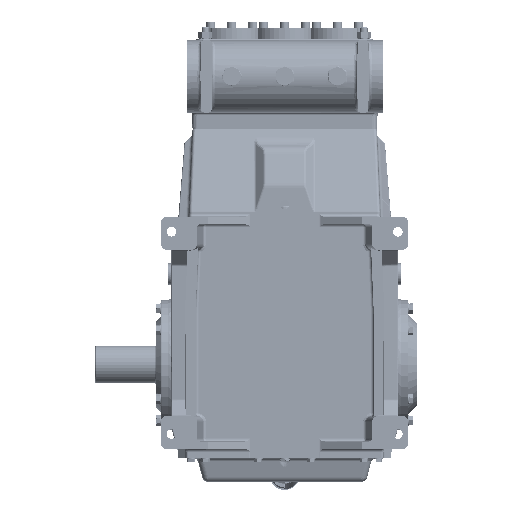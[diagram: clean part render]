
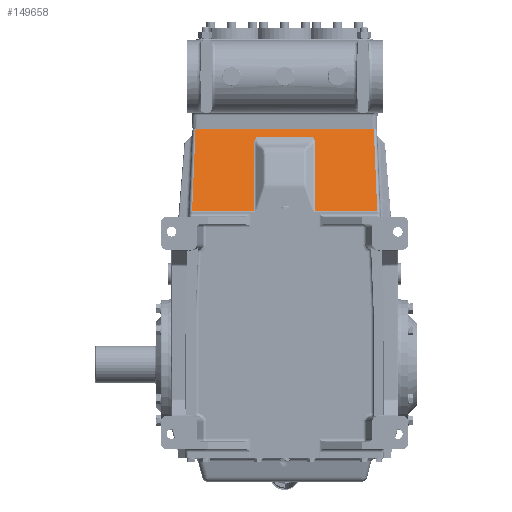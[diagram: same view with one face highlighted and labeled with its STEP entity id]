
A CAD part, front view. The second image highlights one B-rep face of the part: STEP entity #149658.
In plain terms, the highlighted planar face has unit normal (0, -0.94, 0.342).
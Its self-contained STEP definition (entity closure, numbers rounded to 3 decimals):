
#663 = LINE ( 'NONE', #142930, #39030 ) ;
#958 = VERTEX_POINT ( 'NONE', #192492 ) ;
#9708 = EDGE_CURVE ( 'NONE', #103397, #203260, #663, .T. ) ;
#11835 = CARTESIAN_POINT ( 'NONE',  ( 3.995, -5.391, 28.896 ) ) ;
#12660 = CARTESIAN_POINT ( 'NONE',  ( -3.708, -5.121, 29.639 ) ) ;
#17032 = EDGE_LOOP ( 'NONE', ( #94585, #140333, #77653, #50135, #154192, #209396, #81244, #170809, #160420, #134407 ) ) ;
#17898 = DIRECTION ( 'NONE',  ( 1., 0., 0. ) ) ;
#18552 = VECTOR ( 'NONE', #78238, 39.37 ) ;
#19192 = VERTEX_POINT ( 'NONE', #182964 ) ;
#27492 = CARTESIAN_POINT ( 'NONE',  ( -11.629, -4.732, 30.709 ) ) ;
#28170 = CARTESIAN_POINT ( 'NONE',  ( 4.002, -5.453, 28.726 ) ) ;
#28326 = CARTESIAN_POINT ( 'NONE',  ( -3.995, -5.391, 28.896 ) ) ;
#28493 = CARTESIAN_POINT ( 'NONE',  ( 12.992, -8.638, 19.977 ) ) ;
#29008 = CARTESIAN_POINT ( 'NONE',  ( -3.692, -5.113, 29.661 ) ) ;
#31391 = DIRECTION ( 'NONE',  ( 0., 0.94, -0.342 ) ) ;
#32912 = AXIS2_PLACEMENT_3D ( 'NONE', #179183, #31391, #212175 ) ;
#35506 = DIRECTION ( 'NONE',  ( -0.039, -0.342, -0.939 ) ) ;
#36189 = VERTEX_POINT ( 'NONE', #57236 ) ;
#38276 = VECTOR ( 'NONE', #73361, 39.37 ) ;
#39030 = VECTOR ( 'NONE', #35506, 39.37 ) ;
#43925 = CARTESIAN_POINT ( 'NONE',  ( 3.727, -5.131, 29.612 ) ) ;
#44774 = CARTESIAN_POINT ( 'NONE',  ( -3.947, -5.301, 29.145 ) ) ;
#45428 = EDGE_CURVE ( 'NONE', #19192, #57505, #105708, .T. ) ;
#45489 = CARTESIAN_POINT ( 'NONE',  ( -3.682, -5.108, 29.674 ) ) ;
#47996 = B_SPLINE_CURVE_WITH_KNOTS ( 'NONE', 3,
 ( #190373, #191055, #43925, #158743, #60444, #175254, #76880, #191740, #93424, #208237, #109926, #11835, #126506, #28170 ),
 .UNSPECIFIED., .F., .F.,
 ( 4, 2, 2, 2, 2, 2, 4 ),
 ( 0., 0.003, 0.007, 0.01, 0.014, 0.021, 0.028 ),
 .UNSPECIFIED. ) ;
#50135 = ORIENTED_EDGE ( 'NONE', *, *, #141106, .T. ) ;
#54006 = FACE_OUTER_BOUND ( 'NONE', #17032, .T. ) ;
#56437 = VERTEX_POINT ( 'NONE', #126531 ) ;
#57236 = CARTESIAN_POINT ( 'NONE',  ( 4.002, -8.638, 19.977 ) ) ;
#57505 = VERTEX_POINT ( 'NONE', #70738 ) ;
#59238 = CARTESIAN_POINT ( 'NONE',  ( 12.992, -4.732, 30.709 ) ) ;
#60444 = CARTESIAN_POINT ( 'NONE',  ( 3.796, -5.171, 29.502 ) ) ;
#61296 = CARTESIAN_POINT ( 'NONE',  ( -3.89, -5.242, 29.308 ) ) ;
#61988 = CARTESIAN_POINT ( 'NONE',  ( -3.676, -5.105, 29.683 ) ) ;
#63328 = EDGE_CURVE ( 'NONE', #56437, #958, #169242, .T. ) ;
#70738 = CARTESIAN_POINT ( 'NONE',  ( 11.629, -4.732, 30.709 ) ) ;
#73146 = B_SPLINE_CURVE_WITH_KNOTS ( 'NONE', 3,
 ( #110070, #126651, #28326, #143118, #44774, #159604, #61296, #176103, #77713, #192604, #94254, #209069, #110767, #12660, #127345, #29008, #143819, #45489, #160290, #61988 ),
 .UNSPECIFIED., .F., .F.,
 ( 4, 2, 2, 2, 2, 2, 2, 2, 2, 4 ),
 ( 0., 0.007, 0.014, 0.017, 0.021, 0.024, 0.026, 0.027, 0.027, 0.027 ),
 .UNSPECIFIED. ) ;
#73361 = DIRECTION ( 'NONE',  ( 1., 0., 0. ) ) ;
#76880 = CARTESIAN_POINT ( 'NONE',  ( 3.855, -5.213, 29.387 ) ) ;
#77533 = CARTESIAN_POINT ( 'NONE',  ( 11.621, -4.664, 30.895 ) ) ;
#77653 = ORIENTED_EDGE ( 'NONE', *, *, #203167, .T. ) ;
#77713 = CARTESIAN_POINT ( 'NONE',  ( -3.837, -5.199, 29.425 ) ) ;
#78238 = DIRECTION ( 'NONE',  ( -0.039, 0.342, 0.939 ) ) ;
#81244 = ORIENTED_EDGE ( 'NONE', *, *, #160489, .T. ) ;
#92204 = CARTESIAN_POINT ( 'NONE',  ( 4.002, -4.646, 30.945 ) ) ;
#92547 = EDGE_CURVE ( 'NONE', #36189, #19192, #114283, .T. ) ;
#93424 = CARTESIAN_POINT ( 'NONE',  ( 3.905, -5.256, 29.267 ) ) ;
#93945 = VERTEX_POINT ( 'NONE', #212873 ) ;
#94254 = CARTESIAN_POINT ( 'NONE',  ( -3.774, -5.157, 29.539 ) ) ;
#94585 = ORIENTED_EDGE ( 'NONE', *, *, #124672, .F. ) ;
#97775 = LINE ( 'NONE', #92204, #179985 ) ;
#103397 = VERTEX_POINT ( 'NONE', #27492 ) ;
#105693 = CARTESIAN_POINT ( 'NONE',  ( -12.992, -5.105, 29.683 ) ) ;
#105708 = LINE ( 'NONE', #77533, #18552 ) ;
#108136 = VECTOR ( 'NONE', #207013, 39.37 ) ;
#108704 = DIRECTION ( 'NONE',  ( 0., -0.342, -0.94 ) ) ;
#109926 = CARTESIAN_POINT ( 'NONE',  ( 3.967, -5.331, 29.063 ) ) ;
#110070 = CARTESIAN_POINT ( 'NONE',  ( -4.002, -5.453, 28.726 ) ) ;
#110767 = CARTESIAN_POINT ( 'NONE',  ( -3.726, -5.131, 29.612 ) ) ;
#110927 = DIRECTION ( 'NONE',  ( 1., 0., 0. ) ) ;
#113229 = LINE ( 'NONE', #59238, #108136 ) ;
#114283 = LINE ( 'NONE', #28493, #196477 ) ;
#118342 = LINE ( 'NONE', #197868, #200473 ) ;
#122487 = CARTESIAN_POINT ( 'NONE',  ( 4.002, -5.453, 28.726 ) ) ;
#124672 = EDGE_CURVE ( 'NONE', #103397, #57505, #113229, .T. ) ;
#126506 = CARTESIAN_POINT ( 'NONE',  ( 4.002, -5.422, 28.812 ) ) ;
#126531 = CARTESIAN_POINT ( 'NONE',  ( -3.676, -5.105, 29.683 ) ) ;
#126651 = CARTESIAN_POINT ( 'NONE',  ( -4.002, -5.422, 28.812 ) ) ;
#126885 = EDGE_CURVE ( 'NONE', #135503, #56437, #73146, .T. ) ;
#127345 = CARTESIAN_POINT ( 'NONE',  ( -3.701, -5.118, 29.648 ) ) ;
#134407 = ORIENTED_EDGE ( 'NONE', *, *, #45428, .T. ) ;
#135503 = VERTEX_POINT ( 'NONE', #201472 ) ;
#140333 = ORIENTED_EDGE ( 'NONE', *, *, #9708, .T. ) ;
#140966 = EDGE_CURVE ( 'NONE', #177010, #36189, #97775, .T. ) ;
#141106 = EDGE_CURVE ( 'NONE', #93945, #135503, #208189, .T. ) ;
#142930 = CARTESIAN_POINT ( 'NONE',  ( -11.582, -4.32, 31.84 ) ) ;
#143118 = CARTESIAN_POINT ( 'NONE',  ( -3.967, -5.331, 29.063 ) ) ;
#143819 = CARTESIAN_POINT ( 'NONE',  ( -3.689, -5.111, 29.665 ) ) ;
#149658 = ADVANCED_FACE ( 'NONE', ( #54006 ), #195714, .F. ) ;
#154192 = ORIENTED_EDGE ( 'NONE', *, *, #126885, .T. ) ;
#158743 = CARTESIAN_POINT ( 'NONE',  ( 3.774, -5.157, 29.539 ) ) ;
#159604 = CARTESIAN_POINT ( 'NONE',  ( -3.905, -5.256, 29.267 ) ) ;
#159829 = CARTESIAN_POINT ( 'NONE',  ( -12.072, -8.638, 19.977 ) ) ;
#160290 = CARTESIAN_POINT ( 'NONE',  ( -3.679, -5.107, 29.679 ) ) ;
#160420 = ORIENTED_EDGE ( 'NONE', *, *, #92547, .T. ) ;
#160489 = EDGE_CURVE ( 'NONE', #958, #177010, #47996, .T. ) ;
#161733 = CARTESIAN_POINT ( 'NONE',  ( -4.002, -4.646, 30.945 ) ) ;
#164558 = VECTOR ( 'NONE', #178240, 39.37 ) ;
#169242 = LINE ( 'NONE', #105693, #38276 ) ;
#170809 = ORIENTED_EDGE ( 'NONE', *, *, #140966, .T. ) ;
#175254 = CARTESIAN_POINT ( 'NONE',  ( 3.837, -5.199, 29.425 ) ) ;
#176103 = CARTESIAN_POINT ( 'NONE',  ( -3.855, -5.213, 29.387 ) ) ;
#177010 = VERTEX_POINT ( 'NONE', #122487 ) ;
#178240 = DIRECTION ( 'NONE',  ( 0., 0.342, 0.94 ) ) ;
#179183 = CARTESIAN_POINT ( 'NONE',  ( 12.992, -4.646, 30.945 ) ) ;
#179985 = VECTOR ( 'NONE', #108704, 39.37 ) ;
#182964 = CARTESIAN_POINT ( 'NONE',  ( 12.072, -8.638, 19.977 ) ) ;
#190373 = CARTESIAN_POINT ( 'NONE',  ( 3.676, -5.105, 29.683 ) ) ;
#191055 = CARTESIAN_POINT ( 'NONE',  ( 3.702, -5.118, 29.648 ) ) ;
#191740 = CARTESIAN_POINT ( 'NONE',  ( 3.89, -5.242, 29.308 ) ) ;
#192492 = CARTESIAN_POINT ( 'NONE',  ( 3.676, -5.105, 29.683 ) ) ;
#192604 = CARTESIAN_POINT ( 'NONE',  ( -3.796, -5.171, 29.502 ) ) ;
#195714 = PLANE ( 'NONE',  #32912 ) ;
#196477 = VECTOR ( 'NONE', #110927, 39.37 ) ;
#197868 = CARTESIAN_POINT ( 'NONE',  ( 12.992, -8.638, 19.977 ) ) ;
#200473 = VECTOR ( 'NONE', #17898, 39.37 ) ;
#201472 = CARTESIAN_POINT ( 'NONE',  ( -4.002, -5.453, 28.726 ) ) ;
#203167 = EDGE_CURVE ( 'NONE', #203260, #93945, #118342, .T. ) ;
#203260 = VERTEX_POINT ( 'NONE', #159829 ) ;
#207013 = DIRECTION ( 'NONE',  ( 1., 0., 0. ) ) ;
#208189 = LINE ( 'NONE', #161733, #164558 ) ;
#208237 = CARTESIAN_POINT ( 'NONE',  ( 3.947, -5.301, 29.145 ) ) ;
#209069 = CARTESIAN_POINT ( 'NONE',  ( -3.739, -5.137, 29.594 ) ) ;
#209396 = ORIENTED_EDGE ( 'NONE', *, *, #63328, .T. ) ;
#212175 = DIRECTION ( 'NONE',  ( 0., 0.342, 0.94 ) ) ;
#212873 = CARTESIAN_POINT ( 'NONE',  ( -4.002, -8.638, 19.977 ) ) ;
